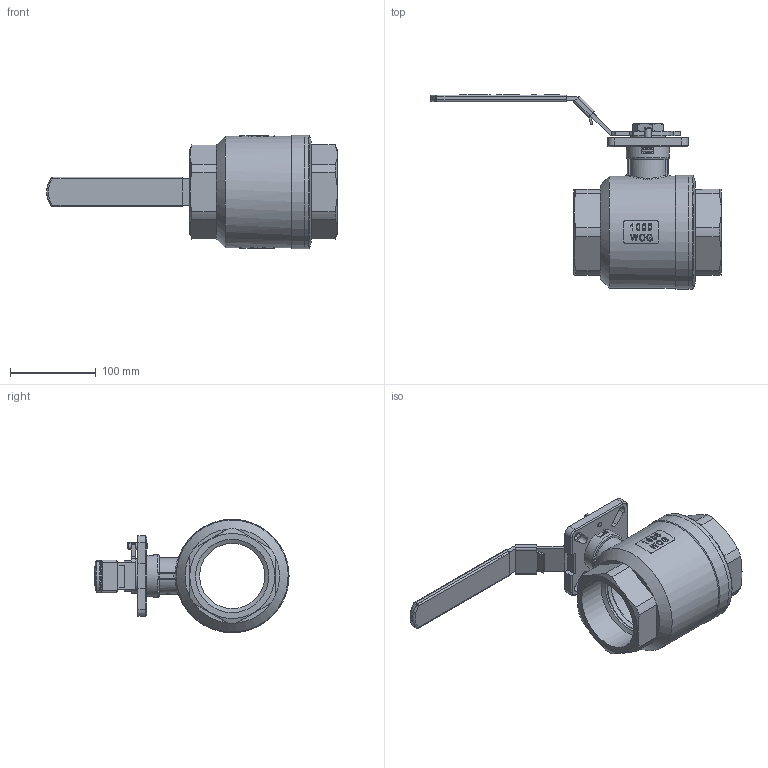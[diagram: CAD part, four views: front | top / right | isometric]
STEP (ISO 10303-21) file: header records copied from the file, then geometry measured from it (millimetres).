
FILE_DESCRIPTION(/* description */ ('Unknown'),/* implementation_level */ '2;1');
FILE_NAME(/* name */ '9652-11',/* time_stamp */ '2022-07-13T13:04:45+02:00',/* author */ ('Unknown'),/* organization */ ('Unknown'),/* preprocessor_version */ 'ST-DEVELOPER v16.7',/* originating_system */ 'Solid Edge',/* authorisation */ 'Unknown');
FILE_SCHEMA (('AUTOMOTIVE_DESIGN {1 0 10303 214 3 1 1}'));
Length unit declared in the file: millimetre
Products named in the file (19): 9652-11; DN80-T; DN80-FZ; DN80-ZT; DN80-FG; DN80-O; DN80-TL; DN80-YT; DN80-DD; DN80-FGM; DN80-FS; DN80-PD; DN80-G; DN80-M; DN80-DW; MV-82 DN80-Hebel; DN80-S; DN80-KZ; DN80-SBT
Assembly tree (21 placements, depth 3):
  9652-11
    DN80-T
    DN80-FZ  x2
    DN80-ZT
    DN80-FG
    DN80-O
    DN80-TL
    DN80-YT
    DN80-DD  x2
    DN80-FGM  x2
    DN80-FS
    DN80-PD
    DN80-G
    DN80-M
    DN80-DW
    MV-82 DN80-Hebel
      DN80-S
      DN80-KZ
      DN80-SBT
Bounding box: 339.03 x 226.23 x 132.5 mm (x, y, z)
Volume: 855795.3 mm3; surface area: 300385.2 mm2
Topology: 20 solids, 20 shells, 843 faces, 2134 edges, 1372 vertices
Faces by surface type: plane 396, cylinder 173, bspline 172, torus 63, cone 31, sphere 8
Full cylindrical faces by diameter (mm): 5 x1, 6 x1, 8 x1, 10 x1, 18.3 x1, 22 x4, 22.1 x1, 22.2 x3, 22.5 x1, 23 x2, 27 x1, 27.6 x2, 28 x2, 29 x1, 37 x2, 40 x1, 44 x1, 50 x1, 76 x4, 85.3 x2, 99 x2, 114.5 x1, 118 x1, 120 x1, 123 x2, 126 x1, 127.5 x1, 130.5 x1, 132.5 x2
Entity records: 46567 total; most frequent: CARTESIAN_POINT 28351, ORIENTED_EDGE 3842, DIRECTION 3193, EDGE_CURVE 1921, VERTEX_POINT 1287, AXIS2_PLACEMENT_3D 1091, LINE 1011, VECTOR 1011
